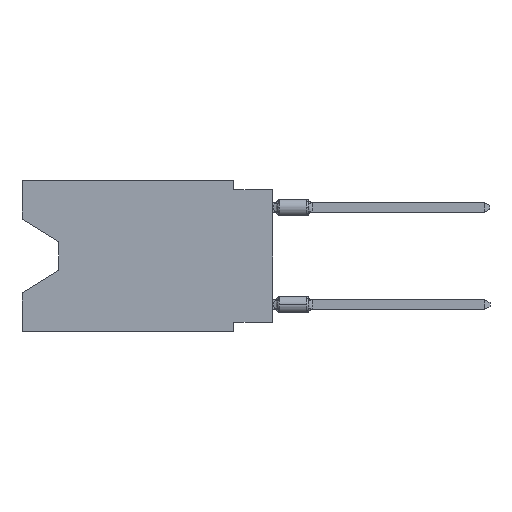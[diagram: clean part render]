
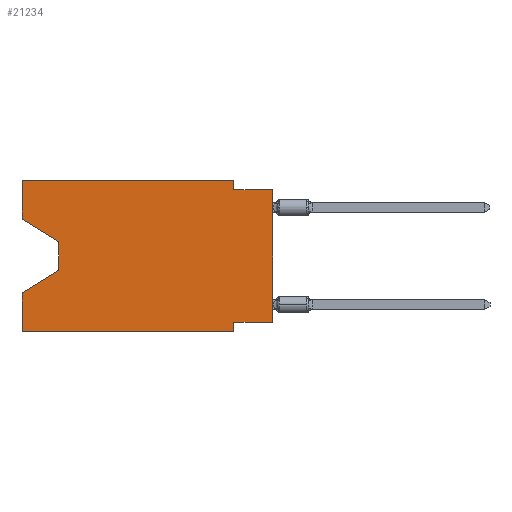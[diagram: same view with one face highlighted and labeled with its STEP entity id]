
A CAD part, left-side view. The second image highlights one B-rep face of the part: STEP entity #21234.
In plain terms, the highlighted planar face has unit normal (-1, 0, 0).
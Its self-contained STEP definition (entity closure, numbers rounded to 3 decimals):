
#289 = LINE ( 'NONE', #19262, #5840 ) ;
#415 = CARTESIAN_POINT ( 'NONE',  ( 0., 16.383, 0. ) ) ;
#464 = VERTEX_POINT ( 'NONE', #15354 ) ;
#952 = EDGE_CURVE ( 'NONE', #1837, #21090, #5477, .T. ) ;
#1251 = DIRECTION ( 'NONE',  ( 0., 0., -1. ) ) ;
#1363 = DIRECTION ( 'NONE',  ( 0., 0., 1. ) ) ;
#1579 = ORIENTED_EDGE ( 'NONE', *, *, #12723, .F. ) ;
#1837 = VERTEX_POINT ( 'NONE', #20039 ) ;
#1939 = LINE ( 'NONE', #8735, #18925 ) ;
#2050 = LINE ( 'NONE', #10388, #5734 ) ;
#2076 = ORIENTED_EDGE ( 'NONE', *, *, #15056, .F. ) ;
#2268 = LINE ( 'NONE', #12405, #17076 ) ;
#2388 = DIRECTION ( 'NONE',  ( 0., -1., 0. ) ) ;
#3155 = CARTESIAN_POINT ( 'NONE',  ( 0., 0., -0.635 ) ) ;
#3478 = DIRECTION ( 'NONE',  ( 0., 0., 1. ) ) ;
#3837 = ORIENTED_EDGE ( 'NONE', *, *, #19684, .T. ) ;
#4282 = ORIENTED_EDGE ( 'NONE', *, *, #14115, .F. ) ;
#4453 = VECTOR ( 'NONE', #1363, 1000. ) ;
#5477 = LINE ( 'NONE', #17630, #4453 ) ;
#5491 = DIRECTION ( 'NONE',  ( 0., -1., 0. ) ) ;
#5522 = LINE ( 'NONE', #7558, #15088 ) ;
#5734 = VECTOR ( 'NONE', #18723, 1000. ) ;
#5752 = ORIENTED_EDGE ( 'NONE', *, *, #952, .T. ) ;
#5840 = VECTOR ( 'NONE', #20935, 1000. ) ;
#6434 = EDGE_CURVE ( 'NONE', #7055, #24423, #23764, .T. ) ;
#6872 = FACE_OUTER_BOUND ( 'NONE', #11500, .T. ) ;
#6986 = CARTESIAN_POINT ( 'NONE',  ( 0., 2.54, 0. ) ) ;
#7055 = VERTEX_POINT ( 'NONE', #20838 ) ;
#7390 = ORIENTED_EDGE ( 'NONE', *, *, #15685, .F. ) ;
#7558 = CARTESIAN_POINT ( 'NONE',  ( 0., 13.97, -5.893 ) ) ;
#8399 = VECTOR ( 'NONE', #3478, 1000. ) ;
#8403 = DIRECTION ( 'NONE',  ( 0., -0.855, -0.519 ) ) ;
#8613 = VERTEX_POINT ( 'NONE', #21443 ) ;
#8735 = CARTESIAN_POINT ( 'NONE',  ( 0., 2.54, -9.906 ) ) ;
#8851 = VECTOR ( 'NONE', #9146, 1000. ) ;
#8863 = ORIENTED_EDGE ( 'NONE', *, *, #21814, .F. ) ;
#9146 = DIRECTION ( 'NONE',  ( 0., 0., -1. ) ) ;
#9778 = VERTEX_POINT ( 'NONE', #21735 ) ;
#9919 = CARTESIAN_POINT ( 'NONE',  ( 0., 16.383, 0. ) ) ;
#10055 = VERTEX_POINT ( 'NONE', #18828 ) ;
#10388 = CARTESIAN_POINT ( 'NONE',  ( 0., 16.383, 0. ) ) ;
#10413 = ORIENTED_EDGE ( 'NONE', *, *, #6434, .F. ) ;
#10563 = EDGE_CURVE ( 'NONE', #9778, #464, #18799, .T. ) ;
#11161 = ORIENTED_EDGE ( 'NONE', *, *, #22303, .T. ) ;
#11500 = EDGE_LOOP ( 'NONE', ( #11161, #17921, #3837, #7390, #12560, #21967, #2076, #5752, #4282, #1579, #8863, #10413 ) ) ;
#11906 = CARTESIAN_POINT ( 'NONE',  ( 0., 13.97, -4.013 ) ) ;
#12405 = CARTESIAN_POINT ( 'NONE',  ( 0., 16.383, -2.546 ) ) ;
#12560 = ORIENTED_EDGE ( 'NONE', *, *, #10563, .T. ) ;
#12723 = EDGE_CURVE ( 'NONE', #17564, #13169, #21244, .T. ) ;
#13169 = VERTEX_POINT ( 'NONE', #19410 ) ;
#13407 = VECTOR ( 'NONE', #17210, 1000. ) ;
#13503 = CARTESIAN_POINT ( 'NONE',  ( 0., 16.383, 0. ) ) ;
#13613 = VECTOR ( 'NONE', #19049, 1000. ) ;
#14115 = EDGE_CURVE ( 'NONE', #13169, #21090, #19699, .T. ) ;
#15056 = EDGE_CURVE ( 'NONE', #1837, #16967, #289, .T. ) ;
#15088 = VECTOR ( 'NONE', #15914, 1000. ) ;
#15220 = PLANE ( 'NONE',  #21620 ) ;
#15354 = CARTESIAN_POINT ( 'NONE',  ( 0., 2.54, -9.906 ) ) ;
#15685 = EDGE_CURVE ( 'NONE', #9778, #10055, #17975, .T. ) ;
#15914 = DIRECTION ( 'NONE',  ( 0., 0.855, -0.519 ) ) ;
#16967 = VERTEX_POINT ( 'NONE', #22127 ) ;
#17076 = VECTOR ( 'NONE', #8403, 1000. ) ;
#17134 = VECTOR ( 'NONE', #5491, 1000. ) ;
#17210 = DIRECTION ( 'NONE',  ( 0., 0., 1. ) ) ;
#17510 = CARTESIAN_POINT ( 'NONE',  ( 0., 16.383, 0. ) ) ;
#17564 = VERTEX_POINT ( 'NONE', #23553 ) ;
#17630 = CARTESIAN_POINT ( 'NONE',  ( 0., 0., 0. ) ) ;
#17921 = ORIENTED_EDGE ( 'NONE', *, *, #23891, .T. ) ;
#17975 = LINE ( 'NONE', #9919, #8399 ) ;
#18063 = CARTESIAN_POINT ( 'NONE',  ( 0., 0., -0.635 ) ) ;
#18723 = DIRECTION ( 'NONE',  ( 0., -1., 0. ) ) ;
#18799 = LINE ( 'NONE', #18936, #22669 ) ;
#18828 = CARTESIAN_POINT ( 'NONE',  ( 0., 16.383, -7.36 ) ) ;
#18881 = DIRECTION ( 'NONE',  ( 0., 0., -1. ) ) ;
#18925 = VECTOR ( 'NONE', #18881, 1000. ) ;
#18936 = CARTESIAN_POINT ( 'NONE',  ( 0., 16.383, -9.906 ) ) ;
#19049 = DIRECTION ( 'NONE',  ( 0., 0., -1. ) ) ;
#19262 = CARTESIAN_POINT ( 'NONE',  ( 0., 0., -9.271 ) ) ;
#19410 = CARTESIAN_POINT ( 'NONE',  ( 0., 2.54, -0.635 ) ) ;
#19684 = EDGE_CURVE ( 'NONE', #8613, #10055, #5522, .T. ) ;
#19699 = LINE ( 'NONE', #18063, #17134 ) ;
#20039 = CARTESIAN_POINT ( 'NONE',  ( 0., 0., -9.271 ) ) ;
#20838 = CARTESIAN_POINT ( 'NONE',  ( 0., 16.383, -2.546 ) ) ;
#20935 = DIRECTION ( 'NONE',  ( 0., 1., 0. ) ) ;
#21090 = VERTEX_POINT ( 'NONE', #3155 ) ;
#21234 = ADVANCED_FACE ( 'NONE', ( #6872 ), #15220, .F. ) ;
#21244 = LINE ( 'NONE', #6986, #13613 ) ;
#21443 = CARTESIAN_POINT ( 'NONE',  ( 0., 13.97, -5.893 ) ) ;
#21620 = AXIS2_PLACEMENT_3D ( 'NONE', #17510, #26536, #1251 ) ;
#21735 = CARTESIAN_POINT ( 'NONE',  ( 0., 16.383, -9.906 ) ) ;
#21814 = EDGE_CURVE ( 'NONE', #24423, #17564, #2050, .T. ) ;
#21967 = ORIENTED_EDGE ( 'NONE', *, *, #23877, .F. ) ;
#22127 = CARTESIAN_POINT ( 'NONE',  ( 0., 2.54, -9.271 ) ) ;
#22303 = EDGE_CURVE ( 'NONE', #7055, #26418, #2268, .T. ) ;
#22669 = VECTOR ( 'NONE', #2388, 1000. ) ;
#23127 = CARTESIAN_POINT ( 'NONE',  ( 0., 13.97, -4.013 ) ) ;
#23553 = CARTESIAN_POINT ( 'NONE',  ( 0., 2.54, 0. ) ) ;
#23764 = LINE ( 'NONE', #415, #13407 ) ;
#23877 = EDGE_CURVE ( 'NONE', #16967, #464, #1939, .T. ) ;
#23891 = EDGE_CURVE ( 'NONE', #26418, #8613, #25163, .T. ) ;
#24423 = VERTEX_POINT ( 'NONE', #13503 ) ;
#25163 = LINE ( 'NONE', #23127, #8851 ) ;
#26418 = VERTEX_POINT ( 'NONE', #11906 ) ;
#26536 = DIRECTION ( 'NONE',  ( 1., 0., 0. ) ) ;
